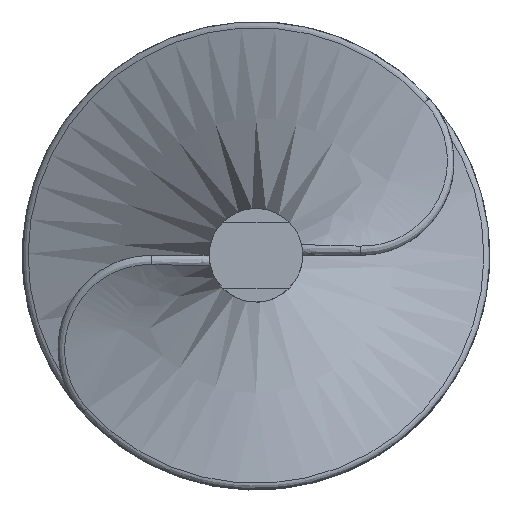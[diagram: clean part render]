
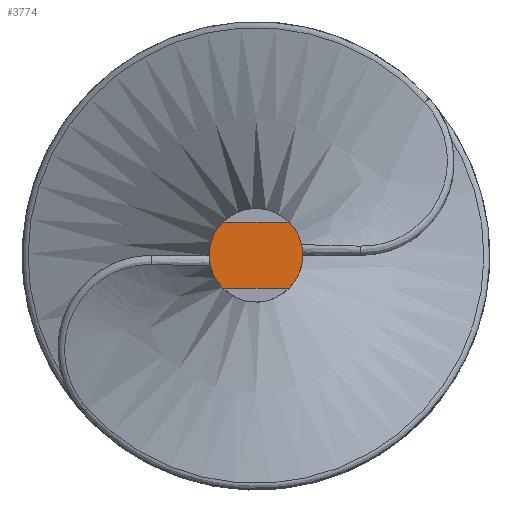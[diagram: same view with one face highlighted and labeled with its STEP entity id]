
A CAD part, top view. The second image highlights one B-rep face of the part: STEP entity #3774.
In plain terms, the highlighted planar face has unit normal (0, 0, 1).
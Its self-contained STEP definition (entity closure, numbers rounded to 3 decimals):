
#4 = CARTESIAN_POINT ( 'NONE',  ( -65.335, 0., 78.001 ) ) ;
#165 = DIRECTION ( 'NONE',  ( 0., 0., 1. ) ) ;
#258 = CARTESIAN_POINT ( 'NONE',  ( -62.507, 2.828, 78.001 ) ) ;
#271 = DIRECTION ( 'NONE',  ( 0., 0., 1. ) ) ;
#304 = FACE_OUTER_BOUND ( 'NONE', #2620, .T. ) ;
#458 = CARTESIAN_POINT ( 'NONE',  ( -65.335, -2.828, 78.001 ) ) ;
#485 = VERTEX_POINT ( 'NONE', #6600 ) ;
#653 = CARTESIAN_POINT ( 'NONE',  ( -61.335, 0., 78.001 ) ) ;
#691 = DIRECTION ( 'NONE',  ( 1., 0., 0. ) ) ;
#700 = ORIENTED_EDGE ( 'NONE', *, *, #3324, .F. ) ;
#906 = EDGE_CURVE ( 'NONE', #4307, #4843, #2051, .T. ) ;
#1104 = ORIENTED_EDGE ( 'NONE', *, *, #3949, .T. ) ;
#1386 = AXIS2_PLACEMENT_3D ( 'NONE', #6774, #1598, #5846 ) ;
#1556 = EDGE_CURVE ( 'NONE', #485, #2343, #1939, .T. ) ;
#1598 = DIRECTION ( 'NONE',  ( 0., 0., 1. ) ) ;
#1716 = VECTOR ( 'NONE', #1892, 1000. ) ;
#1892 = DIRECTION ( 'NONE',  ( -1., 0., 0. ) ) ;
#1939 = CIRCLE ( 'NONE', #1386, 4. ) ;
#2037 = LINE ( 'NONE', #458, #3164 ) ;
#2051 = CIRCLE ( 'NONE', #4518, 4. ) ;
#2056 = AXIS2_PLACEMENT_3D ( 'NONE', #5079, #271, #5005 ) ;
#2204 = EDGE_CURVE ( 'NONE', #4433, #485, #4142, .T. ) ;
#2343 = VERTEX_POINT ( 'NONE', #3814 ) ;
#2423 = ORIENTED_EDGE ( 'NONE', *, *, #906, .T. ) ;
#2620 = EDGE_LOOP ( 'NONE', ( #700, #2423, #1104, #5259, #4850, #2654 ) ) ;
#2654 = ORIENTED_EDGE ( 'NONE', *, *, #6020, .T. ) ;
#2701 = DIRECTION ( 'NONE',  ( 1., 0., 0. ) ) ;
#2769 = DIRECTION ( 'NONE',  ( 0., 0., 1. ) ) ;
#2857 = CARTESIAN_POINT ( 'NONE',  ( -65.335, 0., 78.001 ) ) ;
#2889 = CARTESIAN_POINT ( 'NONE',  ( -62.507, -2.828, 78.001 ) ) ;
#2900 = CARTESIAN_POINT ( 'NONE',  ( -65.335, 2.828, 78.001 ) ) ;
#3150 = DIRECTION ( 'NONE',  ( -1., 0., 0. ) ) ;
#3164 = VECTOR ( 'NONE', #3150, 1000. ) ;
#3274 = DIRECTION ( 'NONE',  ( 1., 0., 0. ) ) ;
#3324 = EDGE_CURVE ( 'NONE', #4307, #5585, #2037, .T. ) ;
#3342 = CARTESIAN_POINT ( 'NONE',  ( -65.335, 0., 78.001 ) ) ;
#3347 = DIRECTION ( 'NONE',  ( 0., 0., 1. ) ) ;
#3725 = AXIS2_PLACEMENT_3D ( 'NONE', #2857, #3347, #691 ) ;
#3731 = CIRCLE ( 'NONE', #4748, 4. ) ;
#3774 = ADVANCED_FACE ( 'NONE', ( #304 ), #4476, .T. ) ;
#3814 = CARTESIAN_POINT ( 'NONE',  ( -69.335, 0., 78.001 ) ) ;
#3949 = EDGE_CURVE ( 'NONE', #4843, #4433, #4413, .T. ) ;
#4142 = LINE ( 'NONE', #2900, #1716 ) ;
#4307 = VERTEX_POINT ( 'NONE', #2889 ) ;
#4413 = CIRCLE ( 'NONE', #2056, 4. ) ;
#4433 = VERTEX_POINT ( 'NONE', #258 ) ;
#4476 = PLANE ( 'NONE',  #3725 ) ;
#4518 = AXIS2_PLACEMENT_3D ( 'NONE', #3342, #165, #3274 ) ;
#4748 = AXIS2_PLACEMENT_3D ( 'NONE', #4, #2769, #2701 ) ;
#4843 = VERTEX_POINT ( 'NONE', #653 ) ;
#4850 = ORIENTED_EDGE ( 'NONE', *, *, #1556, .T. ) ;
#5005 = DIRECTION ( 'NONE',  ( 1., 0., 0. ) ) ;
#5070 = CARTESIAN_POINT ( 'NONE',  ( -68.164, -2.828, 78.001 ) ) ;
#5079 = CARTESIAN_POINT ( 'NONE',  ( -65.335, 0., 78.001 ) ) ;
#5259 = ORIENTED_EDGE ( 'NONE', *, *, #2204, .T. ) ;
#5585 = VERTEX_POINT ( 'NONE', #5070 ) ;
#5846 = DIRECTION ( 'NONE',  ( 1., 0., 0. ) ) ;
#6020 = EDGE_CURVE ( 'NONE', #2343, #5585, #3731, .T. ) ;
#6600 = CARTESIAN_POINT ( 'NONE',  ( -68.164, 2.828, 78.001 ) ) ;
#6774 = CARTESIAN_POINT ( 'NONE',  ( -65.335, 0., 78.001 ) ) ;
